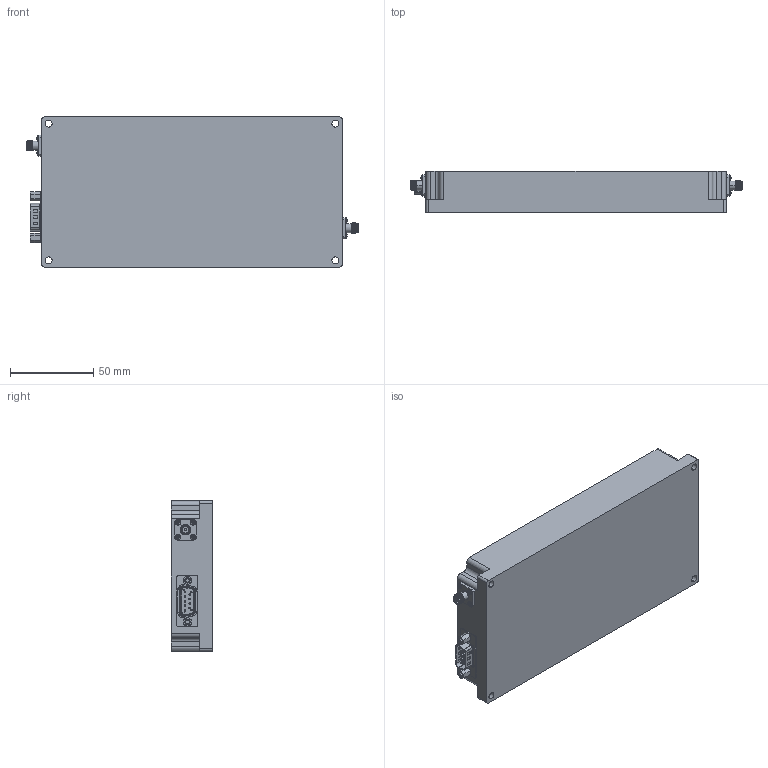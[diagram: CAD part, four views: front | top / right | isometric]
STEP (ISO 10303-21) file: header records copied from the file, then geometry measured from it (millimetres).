
FILE_DESCRIPTION (( 'STEP AP214' ), '1' );
FILE_NAME ('FMAM5060_3D.step', '2023-12-28T19:05:47', ( '' ), ( '' ), 'SwSTEP 2.0', 'SolidWorks 2022', '' );
FILE_SCHEMA (( 'AUTOMOTIVE_DESIGN' ));
Length unit declared in the file: inch
Products named in the file (1): FMAM5060_3D
Bounding box: 199.15 x 25 x 90 mm (x, y, z)
Volume: 401209.1 mm3; surface area: 48407.5 mm2
Topology: 1 solids, 21 shells, 2072 faces, 5550 edges, 3660 vertices
Faces by surface type: plane 1033, cylinder 425, bspline 407, cone 112, torus 51, sphere 44
Entity records: 96557 total; most frequent: CARTESIAN_POINT 48688, ORIENTED_EDGE 10940, DIRECTION 8269, EDGE_CURVE 5470, VERTEX_POINT 3624, LINE 3187, VECTOR 3187, AXIS2_PLACEMENT_3D 2541
